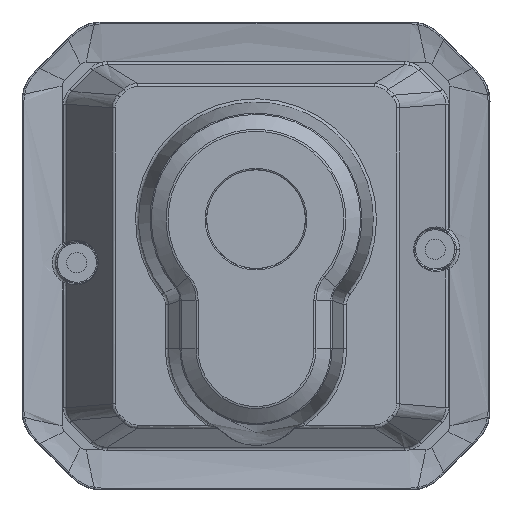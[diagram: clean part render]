
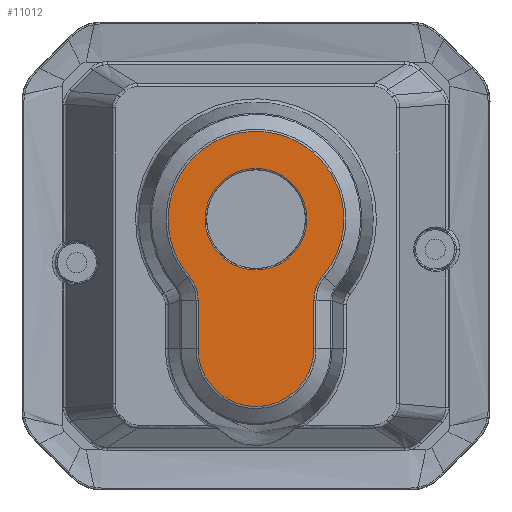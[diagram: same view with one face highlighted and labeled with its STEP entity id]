
A CAD part, top view. The second image highlights one B-rep face of the part: STEP entity #11012.
In plain terms, the highlighted planar face has unit normal (0, 0, -1).
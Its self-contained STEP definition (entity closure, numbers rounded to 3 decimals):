
#10630=AXIS2_PLACEMENT_3D('Circle Axis2P3D',#10628,#10629,$) ;
#10670=AXIS2_PLACEMENT_3D('Circle Axis2P3D',#10668,#10669,$) ;
#10881=AXIS2_PLACEMENT_3D('Plane Axis2P3D',#10878,#10879,#10880) ;
#10628=CARTESIAN_POINT('Axis2P3D Location',(0.,5.496,59.5)) ;
#10632=CARTESIAN_POINT('Vertex',(-7.653,5.496,59.5)) ;
#10634=CARTESIAN_POINT('Vertex',(7.653,5.496,59.5)) ;
#10668=CARTESIAN_POINT('Axis2P3D Location',(0.,5.496,59.5)) ;
#10878=CARTESIAN_POINT('Axis2P3D Location',(0.,-7.634,59.5)) ;
#10884=CARTESIAN_POINT('Control Point',(-10.081,-3.058,59.5)) ;
#10885=CARTESIAN_POINT('Control Point',(-9.856,-3.312,59.5)) ;
#10886=CARTESIAN_POINT('Control Point',(-9.652,-3.584,59.5)) ;
#10887=CARTESIAN_POINT('Control Point',(-9.47,-3.871,59.5)) ;
#10888=CARTESIAN_POINT('Control Point',(-9.206,-4.373,59.5)) ;
#10889=CARTESIAN_POINT('Control Point',(-9.01,-4.903,59.5)) ;
#10890=CARTESIAN_POINT('Control Point',(-8.942,-5.118,59.5)) ;
#10891=CARTESIAN_POINT('Control Point',(-8.826,-5.57,59.5)) ;
#10892=CARTESIAN_POINT('Control Point',(-8.757,-6.029,59.5)) ;
#10893=CARTESIAN_POINT('Control Point',(-8.732,-6.268,59.5)) ;
#10894=CARTESIAN_POINT('Control Point',(-8.724,-6.51,59.5)) ;
#10895=CARTESIAN_POINT('Control Point',(-8.724,-6.747,59.5)) ;
#10896=CARTESIAN_POINT('Vertex',(-10.081,-3.058,59.5)) ;
#10898=CARTESIAN_POINT('Vertex',(-8.724,-6.747,59.5)) ;
#10902=CARTESIAN_POINT('Control Point',(10.082,-3.057,59.5)) ;
#10903=CARTESIAN_POINT('Control Point',(10.492,-2.592,59.5)) ;
#10904=CARTESIAN_POINT('Control Point',(10.868,-2.095,59.5)) ;
#10905=CARTESIAN_POINT('Control Point',(11.209,-1.575,59.5)) ;
#10906=CARTESIAN_POINT('Control Point',(12.006,-0.183,59.5)) ;
#10907=CARTESIAN_POINT('Control Point',(12.598,1.306,59.5)) ;
#10908=CARTESIAN_POINT('Control Point',(12.874,2.247,59.5)) ;
#10909=CARTESIAN_POINT('Control Point',(13.382,4.868,59.5)) ;
#10910=CARTESIAN_POINT('Control Point',(13.228,7.554,59.5)) ;
#10911=CARTESIAN_POINT('Control Point',(12.857,9.226,59.5)) ;
#10912=CARTESIAN_POINT('Control Point',(11.22,13.344,59.5)) ;
#10913=CARTESIAN_POINT('Control Point',(8.023,16.54,59.5)) ;
#10914=CARTESIAN_POINT('Control Point',(5.584,17.952,59.5)) ;
#10915=CARTESIAN_POINT('Control Point',(0.223,19.406,59.5)) ;
#10916=CARTESIAN_POINT('Control Point',(-5.182,18.124,59.5)) ;
#10917=CARTESIAN_POINT('Control Point',(-7.665,16.791,59.5)) ;
#10918=CARTESIAN_POINT('Control Point',(-10.963,13.7,59.5)) ;
#10919=CARTESIAN_POINT('Control Point',(-12.731,9.635,59.5)) ;
#10920=CARTESIAN_POINT('Control Point',(-13.155,7.977,59.5)) ;
#10921=CARTESIAN_POINT('Control Point',(-13.392,5.346,59.5)) ;
#10922=CARTESIAN_POINT('Control Point',(-12.986,2.759,59.5)) ;
#10923=CARTESIAN_POINT('Control Point',(-12.764,1.852,59.5)) ;
#10924=CARTESIAN_POINT('Control Point',(-12.321,0.576,59.5)) ;
#10925=CARTESIAN_POINT('Control Point',(-11.725,-0.641,59.5)) ;
#10926=CARTESIAN_POINT('Control Point',(-11.525,-1.016,59.5)) ;
#10927=CARTESIAN_POINT('Control Point',(-11.223,-1.53,59.5)) ;
#10928=CARTESIAN_POINT('Control Point',(-10.89,-2.023,59.5)) ;
#10929=CARTESIAN_POINT('Control Point',(-10.792,-2.163,59.5)) ;
#10930=CARTESIAN_POINT('Control Point',(-10.644,-2.366,59.5)) ;
#10931=CARTESIAN_POINT('Control Point',(-10.491,-2.565,59.5)) ;
#10932=CARTESIAN_POINT('Control Point',(-10.441,-2.628,59.5)) ;
#10933=CARTESIAN_POINT('Control Point',(-10.341,-2.753,59.5)) ;
#10934=CARTESIAN_POINT('Control Point',(-10.238,-2.877,59.5)) ;
#10935=CARTESIAN_POINT('Control Point',(-10.188,-2.936,59.5)) ;
#10936=CARTESIAN_POINT('Control Point',(-10.131,-3.001,59.5)) ;
#10937=CARTESIAN_POINT('Control Point',(-10.081,-3.058,59.5)) ;
#10938=CARTESIAN_POINT('Vertex',(10.082,-3.057,59.5)) ;
#10942=CARTESIAN_POINT('Control Point',(8.724,-6.747,59.5)) ;
#10943=CARTESIAN_POINT('Control Point',(8.724,-6.525,59.5)) ;
#10944=CARTESIAN_POINT('Control Point',(8.73,-6.299,59.5)) ;
#10945=CARTESIAN_POINT('Control Point',(8.752,-6.076,59.5)) ;
#10946=CARTESIAN_POINT('Control Point',(8.831,-5.519,59.5)) ;
#10947=CARTESIAN_POINT('Control Point',(8.977,-4.975,59.5)) ;
#10948=CARTESIAN_POINT('Control Point',(9.09,-4.655,59.5)) ;
#10949=CARTESIAN_POINT('Control Point',(9.277,-4.233,59.5)) ;
#10950=CARTESIAN_POINT('Control Point',(9.508,-3.835,59.5)) ;
#10951=CARTESIAN_POINT('Control Point',(9.571,-3.732,59.5)) ;
#10952=CARTESIAN_POINT('Control Point',(9.705,-3.53,59.5)) ;
#10953=CARTESIAN_POINT('Control Point',(9.849,-3.336,59.5)) ;
#10954=CARTESIAN_POINT('Control Point',(9.923,-3.241,59.5)) ;
#10955=CARTESIAN_POINT('Control Point',(10.002,-3.148,59.5)) ;
#10956=CARTESIAN_POINT('Control Point',(10.082,-3.057,59.5)) ;
#10957=CARTESIAN_POINT('Vertex',(8.724,-6.747,59.5)) ;
#10960=CARTESIAN_POINT('Line Origine',(8.724,-2.,59.5)) ;
#10964=CARTESIAN_POINT('Vertex',(8.724,-14.,59.5)) ;
#10968=CARTESIAN_POINT('Control Point',(-8.724,-14.,59.5)) ;
#10969=CARTESIAN_POINT('Control Point',(-8.724,-15.095,59.5)) ;
#10970=CARTESIAN_POINT('Control Point',(-8.552,-16.191,59.5)) ;
#10971=CARTESIAN_POINT('Control Point',(-8.209,-17.248,59.5)) ;
#10972=CARTESIAN_POINT('Control Point',(-7.076,-19.468,59.5)) ;
#10973=CARTESIAN_POINT('Control Point',(-5.243,-21.176,59.5)) ;
#10974=CARTESIAN_POINT('Control Point',(-4.047,-21.912,59.5)) ;
#10975=CARTESIAN_POINT('Control Point',(-1.955,-22.685,59.5)) ;
#10976=CARTESIAN_POINT('Control Point',(0.248,-22.779,59.5)) ;
#10977=CARTESIAN_POINT('Control Point',(1.075,-22.716,59.5)) ;
#10978=CARTESIAN_POINT('Control Point',(3.239,-22.292,59.5)) ;
#10979=CARTESIAN_POINT('Control Point',(5.194,-21.212,59.5)) ;
#10980=CARTESIAN_POINT('Control Point',(6.265,-20.303,59.5)) ;
#10981=CARTESIAN_POINT('Control Point',(7.392,-18.878,59.5)) ;
#10982=CARTESIAN_POINT('Control Point',(8.114,-17.244,59.5)) ;
#10983=CARTESIAN_POINT('Control Point',(8.259,-16.855,59.5)) ;
#10984=CARTESIAN_POINT('Control Point',(8.442,-16.259,59.5)) ;
#10985=CARTESIAN_POINT('Control Point',(8.57,-15.65,59.5)) ;
#10986=CARTESIAN_POINT('Control Point',(8.607,-15.446,59.5)) ;
#10987=CARTESIAN_POINT('Control Point',(8.668,-15.035,59.5)) ;
#10988=CARTESIAN_POINT('Control Point',(8.705,-14.622,59.5)) ;
#10989=CARTESIAN_POINT('Control Point',(8.718,-14.412,59.5)) ;
#10990=CARTESIAN_POINT('Control Point',(8.724,-14.208,59.5)) ;
#10991=CARTESIAN_POINT('Control Point',(8.724,-14.,59.5)) ;
#10992=CARTESIAN_POINT('Vertex',(-8.724,-14.,59.5)) ;
#10995=CARTESIAN_POINT('Line Origine',(-8.724,-2.,59.5)) ;
#10629=DIRECTION('Axis2P3D Direction',(0.,0.,-1.)) ;
#10669=DIRECTION('Axis2P3D Direction',(0.,0.,-1.)) ;
#10879=DIRECTION('Axis2P3D Direction',(0.,0.,-1.)) ;
#10880=DIRECTION('Axis2P3D XDirection',(0.,1.,0.)) ;
#10961=DIRECTION('Vector Direction',(0.,1.,0.)) ;
#10996=DIRECTION('Vector Direction',(0.,1.,0.)) ;
#10962=VECTOR('Line Direction',#10961,1.) ;
#10997=VECTOR('Line Direction',#10996,1.) ;
#11001=ORIENTED_EDGE('',*,*,#10900,.F.) ;
#11002=ORIENTED_EDGE('',*,*,#10940,.F.) ;
#11003=ORIENTED_EDGE('',*,*,#10959,.F.) ;
#11004=ORIENTED_EDGE('',*,*,#10966,.F.) ;
#11005=ORIENTED_EDGE('',*,*,#10994,.F.) ;
#11006=ORIENTED_EDGE('',*,*,#10999,.F.) ;
#11009=ORIENTED_EDGE('',*,*,#10636,.F.) ;
#11010=ORIENTED_EDGE('',*,*,#10672,.F.) ;
#11011=FACE_BOUND('',#11008,.T.) ;
#11012=ADVANCED_FACE('Surface.2',(#11007,#11011),#10882,.T.) ;
#10883=B_SPLINE_CURVE_WITH_KNOTS('',5,(#10884,#10885,#10886,#10887,#10888,#10889,#10890,#10891,#10892,#10893,#10894,#10895),.UNSPECIFIED.,.F.,.U.,(6,3,3,6),(2.241,4.918,6.701,8.598),.UNSPECIFIED.) ;
#10901=B_SPLINE_CURVE_WITH_KNOTS('',5,(#10902,#10903,#10904,#10905,#10906,#10907,#10908,#10909,#10910,#10911,#10912,#10913,#10914,#10915,#10916,#10917,#10918,#10919,#10920,#10921,#10922,#10923,#10924,#10925,#10926,#10927,#10928,#10929,#10930,#10931,#10932,#10933,#10934,#10935,#10936,#10937),.UNSPECIFIED.,.F.,.U.,(6,3,3,3,3,3,3,3,3,3,3,6),(26.602,32.721,42.311,58.869,85.349,111.837,128.388,137.498,141.668,143.352,144.143,144.934),.UNSPECIFIED.) ;
#10941=B_SPLINE_CURVE_WITH_KNOTS('',5,(#10942,#10943,#10944,#10945,#10946,#10947,#10948,#10949,#10950,#10951,#10952,#10953,#10954,#10955,#10956),.UNSPECIFIED.,.F.,.U.,(6,3,3,3,6),(1.786,3.559,6.233,7.188,8.143),.UNSPECIFIED.) ;
#10967=B_SPLINE_CURVE_WITH_KNOTS('',5,(#10968,#10969,#10970,#10971,#10972,#10973,#10974,#10975,#10976,#10977,#10978,#10979,#10980,#10981,#10982,#10983,#10984,#10985,#10986,#10987,#10988,#10989,#10990,#10991),.UNSPECIFIED.,.F.,.U.,(6,3,3,3,3,3,3,6),(12.654,24.163,38.585,47.229,61.614,65.974,68.153,70.333),.UNSPECIFIED.) ;
#10631=CIRCLE('generated circle',#10630,7.653) ;
#10671=CIRCLE('generated circle',#10670,7.653) ;
#10636=EDGE_CURVE('',#10633,#10635,#10631,.T.) ;
#10672=EDGE_CURVE('',#10635,#10633,#10671,.T.) ;
#10900=EDGE_CURVE('',#10897,#10899,#10883,.T.) ;
#10940=EDGE_CURVE('',#10939,#10897,#10901,.T.) ;
#10959=EDGE_CURVE('',#10958,#10939,#10941,.T.) ;
#10966=EDGE_CURVE('',#10965,#10958,#10963,.T.) ;
#10994=EDGE_CURVE('',#10993,#10965,#10967,.T.) ;
#10999=EDGE_CURVE('',#10899,#10993,#10998,.F.) ;
#11000=EDGE_LOOP('',(#11001,#11002,#11003,#11004,#11005,#11006)) ;
#11008=EDGE_LOOP('',(#11009,#11010)) ;
#11007=FACE_OUTER_BOUND('',#11000,.T.) ;
#10963=LINE('Line',#10960,#10962) ;
#10998=LINE('Line',#10995,#10997) ;
#10882=PLANE('',#10881) ;
#10633=VERTEX_POINT('',#10632) ;
#10635=VERTEX_POINT('',#10634) ;
#10897=VERTEX_POINT('',#10896) ;
#10899=VERTEX_POINT('',#10898) ;
#10939=VERTEX_POINT('',#10938) ;
#10958=VERTEX_POINT('',#10957) ;
#10965=VERTEX_POINT('',#10964) ;
#10993=VERTEX_POINT('',#10992) ;
